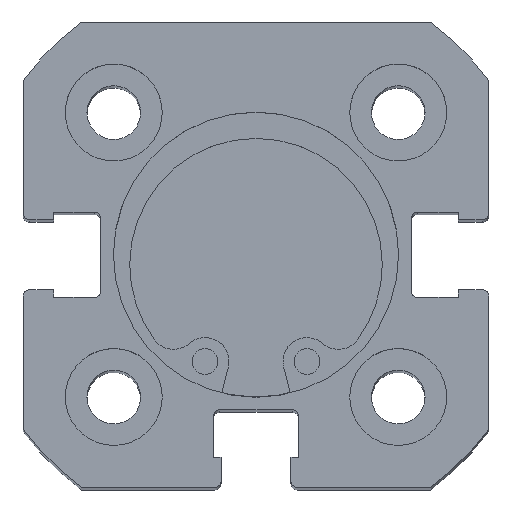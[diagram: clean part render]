
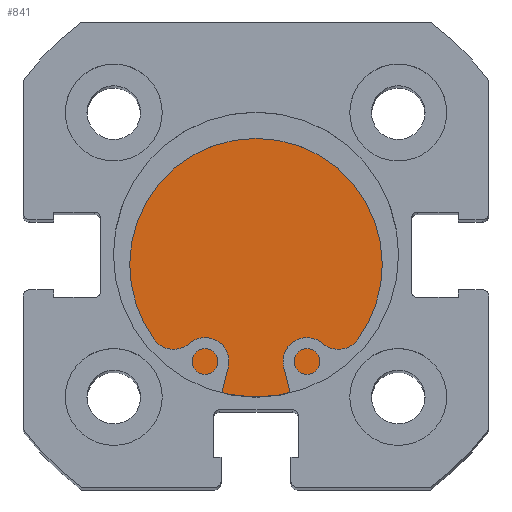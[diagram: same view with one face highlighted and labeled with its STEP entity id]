
A CAD part, top view. The second image highlights one B-rep face of the part: STEP entity #841.
In plain terms, the highlighted face is planar.
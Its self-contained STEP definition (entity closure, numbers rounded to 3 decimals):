
#486 = AXIS2_PLACEMENT_3D ( 'NONE', #1938, #1941, #1942 ) ;
#513 = AXIS2_PLACEMENT_3D ( 'NONE', #2080, #2081, #2082 ) ;
#569 = AXIS2_PLACEMENT_3D ( 'NONE', #4429, #4435, #4436 ) ;
#841 = ADVANCED_FACE ( 'NONE', ( #2629 ), #1939, .F. ) ;
#1938 = CARTESIAN_POINT ( 'NONE',  ( 6., 11., 0. ) ) ;
#1939 = PLANE ( 'NONE',  #486 ) ;
#1941 = DIRECTION ( 'NONE',  ( -1., 0., 0. ) ) ;
#1942 = DIRECTION ( 'NONE',  ( 0., 0., 1. ) ) ;
#2080 = CARTESIAN_POINT ( 'NONE',  ( 6., 0., 0. ) ) ;
#2081 = DIRECTION ( 'NONE',  ( -1., 0., 0. ) ) ;
#2082 = DIRECTION ( 'NONE',  ( 0., 0., 1. ) ) ;
#2629 = FACE_OUTER_BOUND ( 'NONE', #5513, .T. ) ;
#2705 = CIRCLE ( 'NONE', #513, 11. ) ;
#2812 = CIRCLE ( 'NONE', #569, 11. ) ;
#3174 = EDGE_CURVE ( 'NONE', #5384, #5383, #2705, .T. ) ;
#3257 = EDGE_CURVE ( 'NONE', #5383, #5384, #2812, .T. ) ;
#4429 = CARTESIAN_POINT ( 'NONE',  ( 6., 0., 0. ) ) ;
#4435 = DIRECTION ( 'NONE',  ( -1., 0., 0. ) ) ;
#4436 = DIRECTION ( 'NONE',  ( 0., 0., 1. ) ) ;
#5014 = CARTESIAN_POINT ( 'NONE',  ( 6., 0., -11. ) ) ;
#5015 = CARTESIAN_POINT ( 'NONE',  ( 6., 0., 11. ) ) ;
#5383 = VERTEX_POINT ( 'NONE', #5014 ) ;
#5384 = VERTEX_POINT ( 'NONE', #5015 ) ;
#5513 = EDGE_LOOP ( 'NONE', ( #5750, #5749 ) ) ;
#5749 = ORIENTED_EDGE ( 'NONE', *, *, #3257, .F. ) ;
#5750 = ORIENTED_EDGE ( 'NONE', *, *, #3174, .F. ) ;
